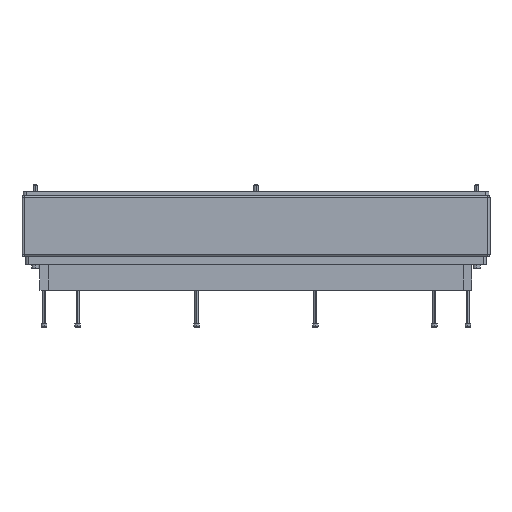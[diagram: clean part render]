
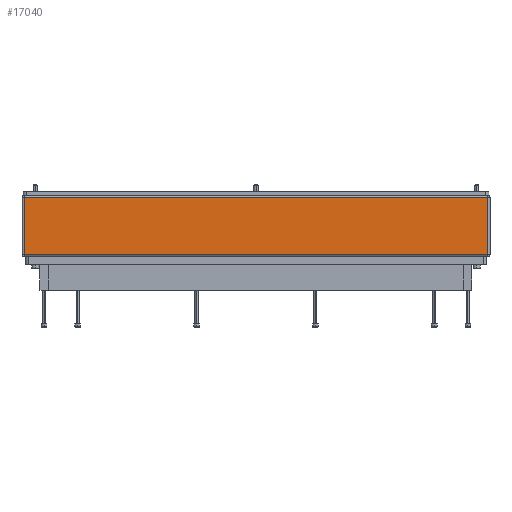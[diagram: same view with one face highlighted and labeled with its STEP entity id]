
A CAD part, front view. The second image highlights one B-rep face of the part: STEP entity #17040.
In plain terms, the highlighted planar face has unit normal (0, -1, 0).
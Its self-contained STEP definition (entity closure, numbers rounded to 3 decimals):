
#134 = CARTESIAN_POINT ( 'NONE',  ( -226.9, 0., 0.1 ) ) ;
#227 = DIRECTION ( 'NONE',  ( 1., 0., 0. ) ) ;
#500 = EDGE_CURVE ( 'NONE', #7423, #11947, #812, .T. ) ;
#812 = LINE ( 'NONE', #11898, #14768 ) ;
#1020 = FACE_OUTER_BOUND ( 'NONE', #8437, .T. ) ;
#1641 = LINE ( 'NONE', #3090, #10930 ) ;
#2194 = ORIENTED_EDGE ( 'NONE', *, *, #12436, .T. ) ;
#2204 = DIRECTION ( 'NONE',  ( -1., 0., 0. ) ) ;
#3090 = CARTESIAN_POINT ( 'NONE',  ( -226.9, 0., 56. ) ) ;
#3392 = DIRECTION ( 'NONE',  ( 0., 0., -1. ) ) ;
#3564 = DIRECTION ( 'NONE',  ( 0., 1., 0. ) ) ;
#6161 = AXIS2_PLACEMENT_3D ( 'NONE', #9032, #3564, #2204 ) ;
#6476 = ORIENTED_EDGE ( 'NONE', *, *, #15855, .T. ) ;
#7140 = EDGE_CURVE ( 'NONE', #7423, #12174, #17090, .T. ) ;
#7423 = VERTEX_POINT ( 'NONE', #11393 ) ;
#8349 = ORIENTED_EDGE ( 'NONE', *, *, #7140, .F. ) ;
#8437 = EDGE_LOOP ( 'NONE', ( #6476, #8349, #17104, #2194 ) ) ;
#9032 = CARTESIAN_POINT ( 'NONE',  ( -229., 0., 56. ) ) ;
#9860 = VECTOR ( 'NONE', #3392, 1000. ) ;
#10748 = VECTOR ( 'NONE', #227, 1000. ) ;
#10822 = CARTESIAN_POINT ( 'NONE',  ( -226.9, 0., 55.9 ) ) ;
#10930 = VECTOR ( 'NONE', #13907, 1000. ) ;
#11393 = CARTESIAN_POINT ( 'NONE',  ( 226.9, 0., 55.9 ) ) ;
#11898 = CARTESIAN_POINT ( 'NONE',  ( 226.9, 0., 55.9 ) ) ;
#11947 = VERTEX_POINT ( 'NONE', #10822 ) ;
#12174 = VERTEX_POINT ( 'NONE', #17248 ) ;
#12436 = EDGE_CURVE ( 'NONE', #11947, #15005, #1641, .T. ) ;
#12679 = LINE ( 'NONE', #134, #10748 ) ;
#13907 = DIRECTION ( 'NONE',  ( 0., 0., -1. ) ) ;
#14130 = CARTESIAN_POINT ( 'NONE',  ( 226.9, 0., 56. ) ) ;
#14768 = VECTOR ( 'NONE', #15767, 1000. ) ;
#15005 = VERTEX_POINT ( 'NONE', #15503 ) ;
#15503 = CARTESIAN_POINT ( 'NONE',  ( -226.9, 0., 0.1 ) ) ;
#15767 = DIRECTION ( 'NONE',  ( -1., 0., 0. ) ) ;
#15855 = EDGE_CURVE ( 'NONE', #15005, #12174, #12679, .T. ) ;
#16080 = PLANE ( 'NONE',  #6161 ) ;
#17040 = ADVANCED_FACE ( 'NONE', ( #1020 ), #16080, .F. ) ;
#17090 = LINE ( 'NONE', #14130, #9860 ) ;
#17104 = ORIENTED_EDGE ( 'NONE', *, *, #500, .T. ) ;
#17248 = CARTESIAN_POINT ( 'NONE',  ( 226.9, 0., 0.1 ) ) ;
